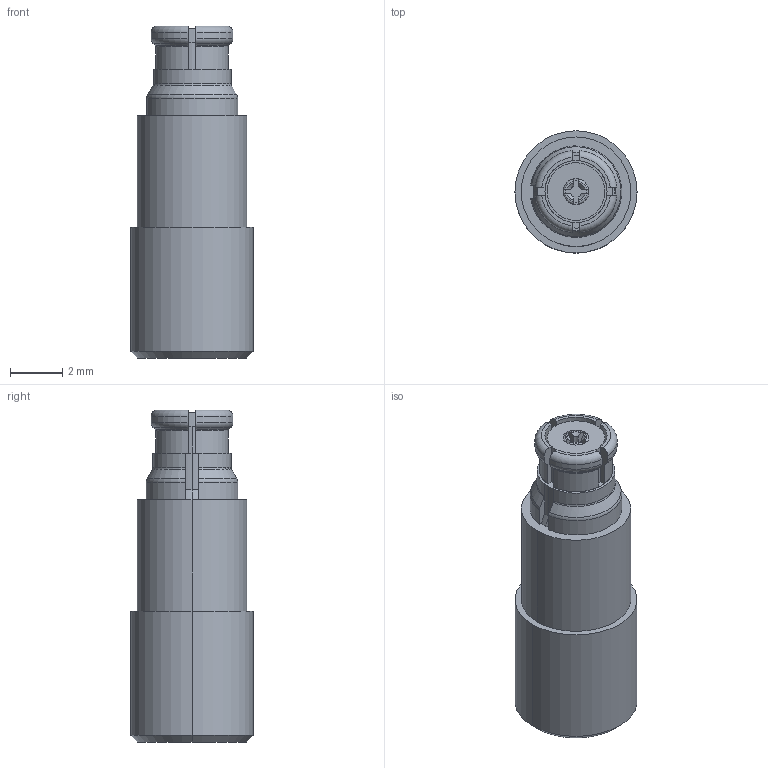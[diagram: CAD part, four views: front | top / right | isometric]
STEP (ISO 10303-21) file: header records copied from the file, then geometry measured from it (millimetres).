
FILE_DESCRIPTION (( 'STEP AP214' ), '1' );
FILE_NAME ('8012-4008.STEP', '2018-10-04T18:49:28', ( '' ), ( '' ), 'SwSTEP 2.0', 'SolidWorks 2016', '' );
FILE_SCHEMA (( 'AUTOMOTIVE_DESIGN' ));
Length unit declared in the file: inch
Products named in the file (1): 8012-4008
Bounding box: 4.67 x 4.67 x 12.7 mm (x, y, z)
Volume: 168.6 mm3; surface area: 222.1 mm2
Topology: 1 solids, 1 shells, 113 faces, 300 edges, 199 vertices
Faces by surface type: cylinder 43, plane 35, torus 18, cone 17
Entity records: 5199 total; most frequent: CARTESIAN_POINT 1006, ORIENTED_EDGE 600, DIRECTION 576, EDGE_CURVE 300, AXIS2_PLACEMENT_3D 226, VERTEX_POINT 199, VECTOR 124, LINE 124
